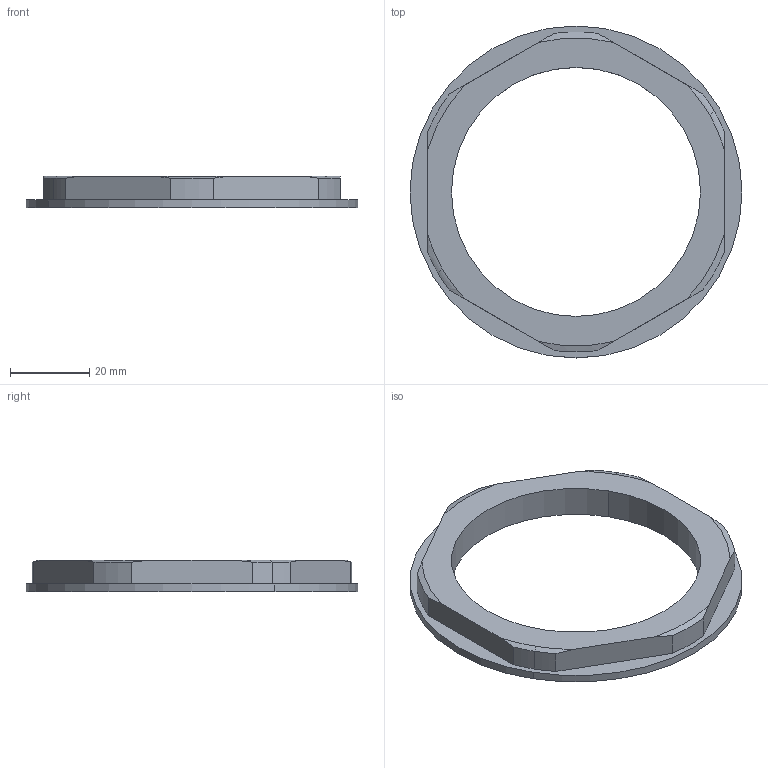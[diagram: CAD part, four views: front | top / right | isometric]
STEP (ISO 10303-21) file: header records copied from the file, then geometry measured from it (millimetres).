
FILE_DESCRIPTION(('CATIA V5R24 STEP','CAx-IF Rec.Pracs.--- Model Styling and Organization---1.2---2011-12-15'),'2;1');
FILE_NAME ('D1455230_0_1736980000_1736980000.stp','2018-01-19T08:30:12+00:00',('none'),('Weidmueller'),'CATIA Version 5-6 Release 2014 SP4 HF52','CATIA V5 STEP AP214','none');
FILE_SCHEMA(('AUTOMOTIVE_DESIGN { 1 0 10303 214 1 1 1 1 }'));
Length unit declared in the file: millimetre
Products named in the file (1): 1736980000_SKMU_M63_K_SW
Bounding box: 84 x 84 x 8 mm (x, y, z)
Volume: 14819.4 mm3; surface area: 8422.4 mm2
Topology: 1 solids, 1 shells, 29 faces, 76 edges, 50 vertices
Faces by surface type: cylinder 12, plane 9, torus 8
Entity records: 967 total; most frequent: CARTESIAN_POINT 212, ORIENTED_EDGE 152, DIRECTION 122, EDGE_CURVE 76, AXIS2_PLACEMENT_3D 64, VERTEX_POINT 50, CIRCLE 34, EDGE_LOOP 32
